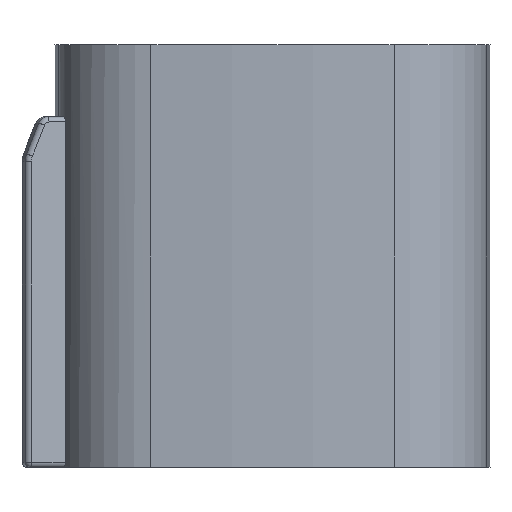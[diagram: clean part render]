
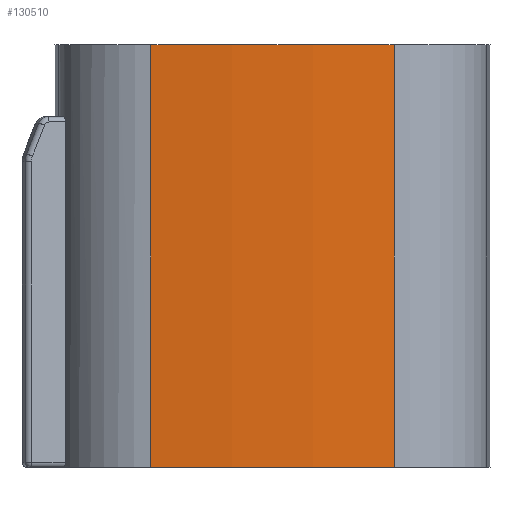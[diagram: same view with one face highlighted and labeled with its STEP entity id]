
A CAD part, left-side view. The second image highlights one B-rep face of the part: STEP entity #130510.
In plain terms, the highlighted cylindrical face has radius 55.187 mm (diameter 110.373 mm), a partial arc.
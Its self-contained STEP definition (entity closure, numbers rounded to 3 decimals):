
#980=CARTESIAN_POINT('',(77.096,-5.896,
2.5));
#990=VERTEX_POINT('',#980);
#1020=CARTESIAN_POINT('',(131.967,0.,
2.5));
#1030=DIRECTION('',(0.,0.,1.));
#1040=DIRECTION('',(-1.,0.,0.));
#1050=AXIS2_PLACEMENT_3D('',#1020,#1030,#1040);
#1060=CIRCLE('',#1050,55.187);
#1070=CARTESIAN_POINT('',(77.096,5.896,
2.5));
#1080=VERTEX_POINT('',#1070);
#1090=EDGE_CURVE('',#1080,#990,#1060,.T.);
#3740=CARTESIAN_POINT('',(77.096,5.896,
4.554));
#3750=DIRECTION('',(0.,0.,-1.));
#3760=VECTOR('',#3750,1.);
#3770=LINE('',#3740,#3760);
#3780=CARTESIAN_POINT('',(77.096,5.896,-18.));
#3790=VERTEX_POINT('',#3780);
#3800=EDGE_CURVE('',#1080,#3790,#3770,.T.);
#10340=CARTESIAN_POINT('',(77.096,-5.896,-18.));
#10350=VERTEX_POINT('',#10340);
#10380=CARTESIAN_POINT('',(77.096,-5.896,
4.554));
#10390=DIRECTION('',(0.,0.,-1.));
#10400=VECTOR('',#10390,1.);
#10410=LINE('',#10380,#10400);
#10420=EDGE_CURVE('',#990,#10350,#10410,.T.);
#12050=CARTESIAN_POINT('',(131.967,0.,-18.));
#12060=DIRECTION('',(0.,0.,1.));
#12070=DIRECTION('',(-1.,0.,0.));
#12080=AXIS2_PLACEMENT_3D('',#12050,#12060,#12070);
#12090=CIRCLE('',#12080,55.187);
#12100=EDGE_CURVE('',#3790,#10350,#12090,.T.);
#130400=CARTESIAN_POINT('',(131.967,0.,18.5))
;
#130410=DIRECTION('',(0.,0.,1.));
#130420=DIRECTION('',(-1.,0.,0.));
#130430=AXIS2_PLACEMENT_3D('',#130400,#130410,#130420);
#130440=CYLINDRICAL_SURFACE('',#130430,55.187);
#130450=ORIENTED_EDGE('',*,*,#10420,.F.);
#130460=ORIENTED_EDGE('',*,*,#12100,.T.);
#130470=ORIENTED_EDGE('',*,*,#3800,.T.);
#130480=ORIENTED_EDGE('',*,*,#1090,.F.);
#130490=EDGE_LOOP('',(#130480,#130470,#130460,#130450));
#130500=FACE_OUTER_BOUND('',#130490,.T.);
#130510=ADVANCED_FACE('',(#130500),#130440,.T.);
